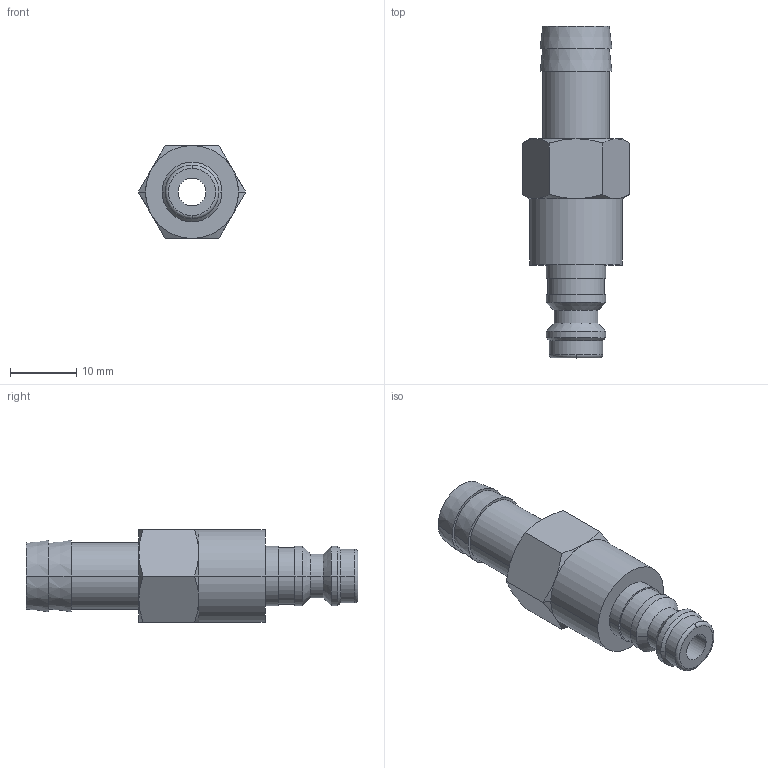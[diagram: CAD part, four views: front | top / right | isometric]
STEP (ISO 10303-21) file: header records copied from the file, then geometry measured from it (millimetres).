
FILE_DESCRIPTION(('STEP AP214'),'1');
FILE_NAME('ESME_10_SAB.stp','2020-08-17T11:37:49',('TraceParts'),('TraceParts S.A.'),'Spatial InterOp 3D',' ',' ');
FILE_SCHEMA(('AUTOMOTIVE_DESIGN { 1 0 10303 214 1 1 1 1 }'));
Length unit declared in the file: millimetre
Products named in the file (1): ESME_10_SAB
Bounding box: 16.17 x 50 x 14 mm (x, y, z)
Volume: 4492.2 mm3; surface area: 2789.6 mm2
Topology: 1 solids, 1 shells, 61 faces, 129 edges, 77 vertices
Faces by surface type: cone 26, cylinder 18, plane 15, torus 2
Entity records: 2166 total; most frequent: CARTESIAN_POINT 364, DIRECTION 296, ORIENTED_EDGE 258, AXIS2_PLACEMENT_3D 129, EDGE_CURVE 129, VERTEX_POINT 77, EDGE_LOOP 70, CIRCLE 67
